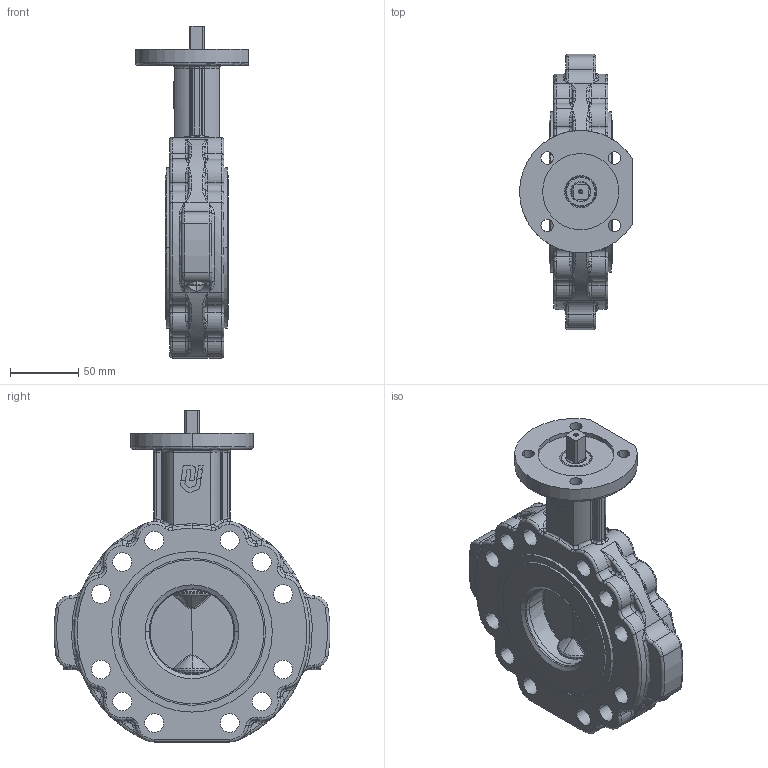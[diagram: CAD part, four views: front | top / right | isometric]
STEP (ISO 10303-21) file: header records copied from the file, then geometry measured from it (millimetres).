
FILE_DESCRIPTION(('HOOPS Exchange Step'),'2;1');
FILE_NAME('AK10_DN65_PN10-16_oH.stp','2025-10-06T09:40:05+02:00',('nieru'),('Unknown organisation'),'HOOPS Exchange 2024.2','HOOPS Exchange','Unknown authorisation');
FILE_SCHEMA( ('AP203_CONFIGURATION_CONTROLLED_3D_DESIGN_OF_MECHANICAL_PARTS_AND_ASSEMBLIES_MIM_LF') );
Length unit declared in the file: millimetre
Products named in the file (2): 0; root
Assembly tree (1 placements, depth 2):
  root
    0
Bounding box: 83 x 202.64 x 243.98 mm (x, y, z)
Volume: 938657.8 mm3; surface area: 127241.2 mm2
Topology: 1 solids, 1 shells, 717 faces, 1835 edges, 1058 vertices
Faces by surface type: torus 230, cylinder 212, bspline 122, plane 99, cone 34, sphere 20
Entity records: 35590 total; most frequent: CARTESIAN_POINT 19884, ORIENTED_EDGE 3498, DIRECTION 2977, EDGE_CURVE 1749, AXIS2_PLACEMENT_3D 1297, VERTEX_POINT 1058, EDGE_LOOP 773, FACE_BOUND 773
